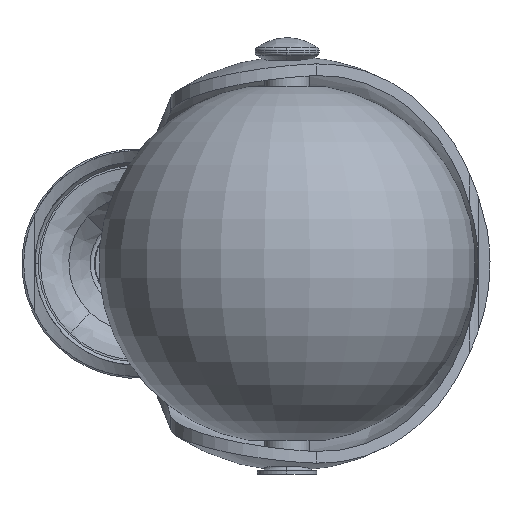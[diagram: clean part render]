
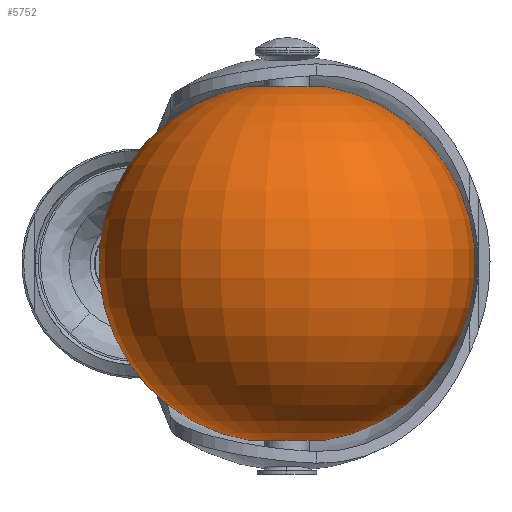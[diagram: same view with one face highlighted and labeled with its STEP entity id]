
A CAD part, front view. The second image highlights one B-rep face of the part: STEP entity #5752.
In plain terms, the highlighted toroidal (fillet/blend) face has major radius 1.194 mm and minor radius 23.806 mm.
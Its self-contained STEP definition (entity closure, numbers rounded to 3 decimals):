
#62 = DIRECTION ( 'NONE',  ( 0., 0., -1. ) ) ;
#168 = AXIS2_PLACEMENT_3D ( 'NONE', #3813, #302, #4415 ) ;
#302 = DIRECTION ( 'NONE',  ( 0., 0., 1. ) ) ;
#421 = EDGE_CURVE ( 'NONE', #2129, #5260, #4301, .T. ) ;
#815 = CARTESIAN_POINT ( 'NONE',  ( 15., -39.66, -23.5 ) ) ;
#1221 = VERTEX_POINT ( 'NONE', #815 ) ;
#1617 = DIRECTION ( 'NONE',  ( 0., 0., 1. ) ) ;
#1655 = AXIS2_PLACEMENT_3D ( 'NONE', #2785, #5755, #1617 ) ;
#1826 = DIRECTION ( 'NONE',  ( 1., 0., 0. ) ) ;
#2129 = VERTEX_POINT ( 'NONE', #2549 ) ;
#2549 = CARTESIAN_POINT ( 'NONE',  ( 25., -39.66, 23.5 ) ) ;
#2649 = AXIS2_PLACEMENT_3D ( 'NONE', #2866, #7011, #3470 ) ;
#2785 = CARTESIAN_POINT ( 'NONE',  ( 21.194, -39.66, 0. ) ) ;
#2866 = CARTESIAN_POINT ( 'NONE',  ( 20., -39.66, -23.5 ) ) ;
#2922 = VERTEX_POINT ( 'NONE', #5551 ) ;
#2968 = CARTESIAN_POINT ( 'NONE',  ( 20., -39.66, 0. ) ) ;
#3051 = EDGE_LOOP ( 'NONE', ( #5197, #4826, #7465, #3512 ) ) ;
#3217 = AXIS2_PLACEMENT_3D ( 'NONE', #7118, #3569, #62 ) ;
#3279 = CIRCLE ( 'NONE', #2649, 5. ) ;
#3470 = DIRECTION ( 'NONE',  ( 1., 0., 0. ) ) ;
#3512 = ORIENTED_EDGE ( 'NONE', *, *, #4536, .T. ) ;
#3569 = DIRECTION ( 'NONE',  ( 0., -1., 0. ) ) ;
#3808 = CIRCLE ( 'NONE', #3217, 23.806 ) ;
#3813 = CARTESIAN_POINT ( 'NONE',  ( 20., -39.66, 23.5 ) ) ;
#4301 = CIRCLE ( 'NONE', #1655, 23.806 ) ;
#4415 = DIRECTION ( 'NONE',  ( 1., 0., 0. ) ) ;
#4536 = EDGE_CURVE ( 'NONE', #5260, #1221, #3279, .T. ) ;
#4826 = ORIENTED_EDGE ( 'NONE', *, *, #6276, .T. ) ;
#5103 = TOROIDAL_SURFACE ( 'NONE', #6148, 1.194, 23.806 ) ;
#5197 = ORIENTED_EDGE ( 'NONE', *, *, #7565, .F. ) ;
#5260 = VERTEX_POINT ( 'NONE', #5488 ) ;
#5365 = DIRECTION ( 'NONE',  ( 0., 0., -1. ) ) ;
#5488 = CARTESIAN_POINT ( 'NONE',  ( 25., -39.66, -23.5 ) ) ;
#5551 = CARTESIAN_POINT ( 'NONE',  ( 15., -39.66, 23.5 ) ) ;
#5657 = FACE_OUTER_BOUND ( 'NONE', #3051, .T. ) ;
#5752 = ADVANCED_FACE ( 'NONE', ( #5657 ), #5103, .F. ) ;
#5755 = DIRECTION ( 'NONE',  ( 0., 1., 0. ) ) ;
#6148 = AXIS2_PLACEMENT_3D ( 'NONE', #2968, #5365, #1826 ) ;
#6276 = EDGE_CURVE ( 'NONE', #2922, #2129, #7094, .T. ) ;
#7011 = DIRECTION ( 'NONE',  ( 0., 0., -1. ) ) ;
#7094 = CIRCLE ( 'NONE', #168, 5. ) ;
#7118 = CARTESIAN_POINT ( 'NONE',  ( 18.806, -39.66, 0. ) ) ;
#7465 = ORIENTED_EDGE ( 'NONE', *, *, #421, .T. ) ;
#7565 = EDGE_CURVE ( 'NONE', #2922, #1221, #3808, .T. ) ;
